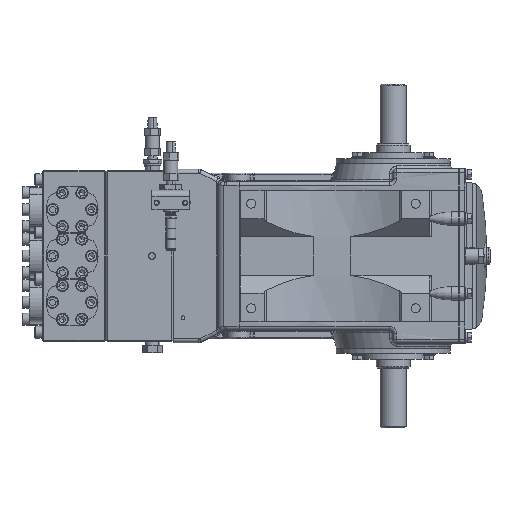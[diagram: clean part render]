
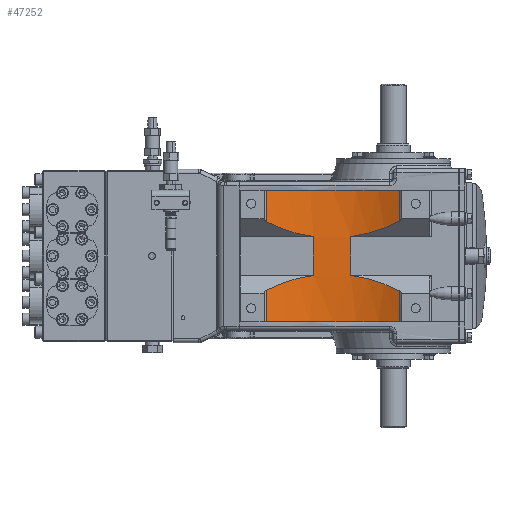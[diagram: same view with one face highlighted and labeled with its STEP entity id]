
A CAD part, front view. The second image highlights one B-rep face of the part: STEP entity #47252.
In plain terms, the highlighted cylindrical face has radius 191.521 mm (diameter 383.043 mm), a partial arc.
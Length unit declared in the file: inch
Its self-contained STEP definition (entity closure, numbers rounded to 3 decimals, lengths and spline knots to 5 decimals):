
#892 = ORIENTED_EDGE ( 'NONE', *, *, #76228, .T. ) ;
#1391 = CARTESIAN_POINT ( 'NONE',  ( -3.21225, -11.25482, 3.4645 ) ) ;
#2482 = LINE ( 'NONE', #31966, #49561 ) ;
#2588 =( BOUNDED_CURVE ( )  B_SPLINE_CURVE ( 3, ( #6185, #35702, #65337, #95016 ),
 .UNSPECIFIED., .F., .F. ) 
 B_SPLINE_CURVE_WITH_KNOTS ( ( 4, 4 ),
 ( 3.27294, 3.62079 ),
 .UNSPECIFIED. ) 
 CURVE ( )  GEOMETRIC_REPRESENTATION_ITEM ( )  RATIONAL_B_SPLINE_CURVE ( ( 1., 0.99, 0.99, 1. ) ) 
 REPRESENTATION_ITEM ( '' )  );
#3337 = AXIS2_PLACEMENT_3D ( 'NONE', #23152, #52708, #82404 ) ;
#4119 = LINE ( 'NONE', #33591, #33689 ) ;
#6133 = CARTESIAN_POINT ( 'NONE',  ( -6.68882, -4.56392, 3.4645 ) ) ;
#6185 = CARTESIAN_POINT ( 'NONE',  ( -4.19977, -3.77956, -1.02366 ) ) ;
#11551 = ORIENTED_EDGE ( 'NONE', *, *, #11995, .F. ) ;
#11863 = AXIS2_PLACEMENT_3D ( 'NONE', #50662, #80388, #13863 ) ;
#11995 = EDGE_CURVE ( 'NONE', #44842, #13353, #54765, .T. ) ;
#12914 = VERTEX_POINT ( 'NONE', #23861 ) ;
#12919 = FACE_OUTER_BOUND ( 'NONE', #64002, .T. ) ;
#13353 = VERTEX_POINT ( 'NONE', #38072 ) ;
#13512 = ORIENTED_EDGE ( 'NONE', *, *, #86168, .T. ) ;
#13863 = DIRECTION ( 'NONE',  ( -1., 0., 0. ) ) ;
#15783 = CARTESIAN_POINT ( 'NONE',  ( -2.22472, -3.77956, -1.02366 ) ) ;
#16381 = LINE ( 'NONE', #45911, #25829 ) ;
#16547 = VERTEX_POINT ( 'NONE', #6133 ) ;
#16821 = CARTESIAN_POINT ( 'NONE',  ( -4.19977, -3.77956, 1.02366 ) ) ;
#16903 = CARTESIAN_POINT ( 'NONE',  ( -0.46889, -4.17352, -1.41762 ) ) ;
#16906 = CARTESIAN_POINT ( 'NONE',  ( 0.32866, -4.59774, -1.84184 ) ) ;
#17901 = DIRECTION ( 'NONE',  ( 0., 0., -1. ) ) ;
#20179 = ORIENTED_EDGE ( 'NONE', *, *, #50634, .T. ) ;
#21505 = CARTESIAN_POINT ( 'NONE',  ( -1.32915, -3.89787, 1.14197 ) ) ;
#23152 = CARTESIAN_POINT ( 'NONE',  ( -3.21225, -11.25482, -3.4645 ) ) ;
#23824 = LINE ( 'NONE', #53398, #77415 ) ;
#23861 = CARTESIAN_POINT ( 'NONE',  ( -4.19977, -3.77956, 1.02366 ) ) ;
#23979 = VERTEX_POINT ( 'NONE', #16906 ) ;
#24057 = CARTESIAN_POINT ( 'NONE',  ( -6.68882, -4.56392, 1.80802 ) ) ;
#25103 = VERTEX_POINT ( 'NONE', #15783 ) ;
#25829 = VECTOR ( 'NONE', #75597, 39.37008 ) ;
#29157 =( BOUNDED_CURVE ( )  B_SPLINE_CURVE ( 3, ( #88118, #21505, #51071, #80796 ),
 .UNSPECIFIED., .F., .F. ) 
 B_SPLINE_CURVE_WITH_KNOTS ( ( 4, 4 ),
 ( 0.13135, 0.48884 ),
 .UNSPECIFIED. ) 
 CURVE ( )  GEOMETRIC_REPRESENTATION_ITEM ( )  RATIONAL_B_SPLINE_CURVE ( ( 1., 0.989, 0.989, 1. ) ) 
 REPRESENTATION_ITEM ( '' )  );
#29321 = VECTOR ( 'NONE', #17901, 39.37008 ) ;
#30897 = DIRECTION ( 'NONE',  ( 0., 0., 1. ) ) ;
#31966 = CARTESIAN_POINT ( 'NONE',  ( -2.22472, -3.77956, 4.882 ) ) ;
#32887 = LINE ( 'NONE', #62572, #34184 ) ;
#33591 = CARTESIAN_POINT ( 'NONE',  ( -6.68882, -4.56392, 4.882 ) ) ;
#33689 = VECTOR ( 'NONE', #63257, 39.37008 ) ;
#34184 = VECTOR ( 'NONE', #92240, 39.37008 ) ;
#34756 = VERTEX_POINT ( 'NONE', #55171 ) ;
#34834 = CARTESIAN_POINT ( 'NONE',  ( -4.19977, -3.77956, -1.02366 ) ) ;
#35697 = VERTEX_POINT ( 'NONE', #58983 ) ;
#35702 = CARTESIAN_POINT ( 'NONE',  ( -5.07094, -3.89465, -1.13875 ) ) ;
#38072 = CARTESIAN_POINT ( 'NONE',  ( 0.32866, -4.59774, 1.84184 ) ) ;
#39981 = ORIENTED_EDGE ( 'NONE', *, *, #56255, .T. ) ;
#42443 = CYLINDRICAL_SURFACE ( 'NONE', #11863, 7.54021 ) ;
#43050 = EDGE_CURVE ( 'NONE', #35697, #13353, #29157, .T. ) ;
#44842 = VERTEX_POINT ( 'NONE', #45387 ) ;
#45079 = CIRCLE ( 'NONE', #3337, 7.54021 ) ;
#45387 = CARTESIAN_POINT ( 'NONE',  ( 0.32866, -4.59774, 3.4645 ) ) ;
#45911 = CARTESIAN_POINT ( 'NONE',  ( -6.68882, -4.56392, 4.882 ) ) ;
#46151 = VERTEX_POINT ( 'NONE', #66834 ) ;
#46450 = CARTESIAN_POINT ( 'NONE',  ( -1.32915, -3.89787, -1.14197 ) ) ;
#47252 = ADVANCED_FACE ( 'NONE', ( #12919 ), #42443, .F. ) ;
#49143 =( BOUNDED_CURVE ( )  B_SPLINE_CURVE ( 3, ( #83401, #16903, #46450, #76125 ),
 .UNSPECIFIED., .F., .F. ) 
 B_SPLINE_CURVE_WITH_KNOTS ( ( 4, 4 ),
 ( 2.65275, 3.01025 ),
 .UNSPECIFIED. ) 
 CURVE ( )  GEOMETRIC_REPRESENTATION_ITEM ( )  RATIONAL_B_SPLINE_CURVE ( ( 1., 0.989, 0.989, 1. ) ) 
 REPRESENTATION_ITEM ( '' )  );
#49561 = VECTOR ( 'NONE', #61621, 39.37008 ) ;
#50398 = EDGE_CURVE ( 'NONE', #44842, #16547, #92602, .T. ) ;
#50618 = AXIS2_PLACEMENT_3D ( 'NONE', #1391, #30897, #60543 ) ;
#50634 = EDGE_CURVE ( 'NONE', #88485, #46151, #2588, .T. ) ;
#50662 = CARTESIAN_POINT ( 'NONE',  ( -3.21225, -11.25482, 4.882 ) ) ;
#51071 = CARTESIAN_POINT ( 'NONE',  ( -0.46889, -4.17352, 1.41762 ) ) ;
#52399 = EDGE_CURVE ( 'NONE', #46151, #34756, #16381, .T. ) ;
#52708 = DIRECTION ( 'NONE',  ( 0., 0., -1. ) ) ;
#52817 = ORIENTED_EDGE ( 'NONE', *, *, #56364, .T. ) ;
#53398 = CARTESIAN_POINT ( 'NONE',  ( 0.32866, -4.59774, 4.882 ) ) ;
#53640 = CARTESIAN_POINT ( 'NONE',  ( -5.90905, -4.15876, 1.40286 ) ) ;
#54298 = ORIENTED_EDGE ( 'NONE', *, *, #52399, .T. ) ;
#54765 = LINE ( 'NONE', #84436, #29321 ) ;
#55171 = CARTESIAN_POINT ( 'NONE',  ( -6.68882, -4.56392, -3.4645 ) ) ;
#56255 = EDGE_CURVE ( 'NONE', #12914, #88485, #32887, .T. ) ;
#56364 = EDGE_CURVE ( 'NONE', #34756, #80166, #45079, .T. ) ;
#58107 = ORIENTED_EDGE ( 'NONE', *, *, #61187, .T. ) ;
#58983 = CARTESIAN_POINT ( 'NONE',  ( -2.22472, -3.77956, 1.02366 ) ) ;
#60543 = DIRECTION ( 'NONE',  ( -1., 0., 0. ) ) ;
#61187 = EDGE_CURVE ( 'NONE', #16547, #93100, #4119, .T. ) ;
#61621 = DIRECTION ( 'NONE',  ( 0., 0., 1. ) ) ;
#62188 = EDGE_CURVE ( 'NONE', #23979, #80166, #23824, .T. ) ;
#62531 = EDGE_CURVE ( 'NONE', #93100, #12914, #65204, .T. ) ;
#62572 = CARTESIAN_POINT ( 'NONE',  ( -4.19977, -3.77956, 4.882 ) ) ;
#63257 = DIRECTION ( 'NONE',  ( 0., 0., -1. ) ) ;
#64002 = EDGE_LOOP ( 'NONE', ( #892, #68998, #11551, #86087, #58107, #76055, #39981, #20179, #54298, #52817, #76298, #13512 ) ) ;
#65204 =( BOUNDED_CURVE ( )  B_SPLINE_CURVE ( 3, ( #24057, #53640, #83331, #16821 ),
 .UNSPECIFIED., .F., .F. ) 
 B_SPLINE_CURVE_WITH_KNOTS ( ( 4, 4 ),
 ( 5.80398, 6.15184 ),
 .UNSPECIFIED. ) 
 CURVE ( )  GEOMETRIC_REPRESENTATION_ITEM ( )  RATIONAL_B_SPLINE_CURVE ( ( 1., 0.99, 0.99, 1. ) ) 
 REPRESENTATION_ITEM ( '' )  );
#65337 = CARTESIAN_POINT ( 'NONE',  ( -5.90905, -4.15876, -1.40286 ) ) ;
#66834 = CARTESIAN_POINT ( 'NONE',  ( -6.68882, -4.56392, -1.80802 ) ) ;
#68998 = ORIENTED_EDGE ( 'NONE', *, *, #43050, .T. ) ;
#75597 = DIRECTION ( 'NONE',  ( 0., 0., -1. ) ) ;
#76055 = ORIENTED_EDGE ( 'NONE', *, *, #62531, .T. ) ;
#76125 = CARTESIAN_POINT ( 'NONE',  ( -2.22472, -3.77956, -1.02366 ) ) ;
#76228 = EDGE_CURVE ( 'NONE', #25103, #35697, #2482, .T. ) ;
#76298 = ORIENTED_EDGE ( 'NONE', *, *, #62188, .F. ) ;
#77415 = VECTOR ( 'NONE', #83094, 39.37008 ) ;
#80166 = VERTEX_POINT ( 'NONE', #94142 ) ;
#80388 = DIRECTION ( 'NONE',  ( 0., 0., -1. ) ) ;
#80796 = CARTESIAN_POINT ( 'NONE',  ( 0.32866, -4.59774, 1.84184 ) ) ;
#82404 = DIRECTION ( 'NONE',  ( 1., 0., 0. ) ) ;
#83094 = DIRECTION ( 'NONE',  ( 0., 0., -1. ) ) ;
#83331 = CARTESIAN_POINT ( 'NONE',  ( -5.07094, -3.89465, 1.13875 ) ) ;
#83401 = CARTESIAN_POINT ( 'NONE',  ( 0.32866, -4.59774, -1.84184 ) ) ;
#84436 = CARTESIAN_POINT ( 'NONE',  ( 0.32866, -4.59774, 4.882 ) ) ;
#86087 = ORIENTED_EDGE ( 'NONE', *, *, #50398, .T. ) ;
#86168 = EDGE_CURVE ( 'NONE', #23979, #25103, #49143, .T. ) ;
#86363 = CARTESIAN_POINT ( 'NONE',  ( -6.68882, -4.56392, 1.80802 ) ) ;
#88118 = CARTESIAN_POINT ( 'NONE',  ( -2.22472, -3.77956, 1.02366 ) ) ;
#88485 = VERTEX_POINT ( 'NONE', #34834 ) ;
#92240 = DIRECTION ( 'NONE',  ( 0., 0., -1. ) ) ;
#92602 = CIRCLE ( 'NONE', #50618, 7.54021 ) ;
#93100 = VERTEX_POINT ( 'NONE', #86363 ) ;
#94142 = CARTESIAN_POINT ( 'NONE',  ( 0.32866, -4.59774, -3.4645 ) ) ;
#95016 = CARTESIAN_POINT ( 'NONE',  ( -6.68882, -4.56392, -1.80802 ) ) ;
